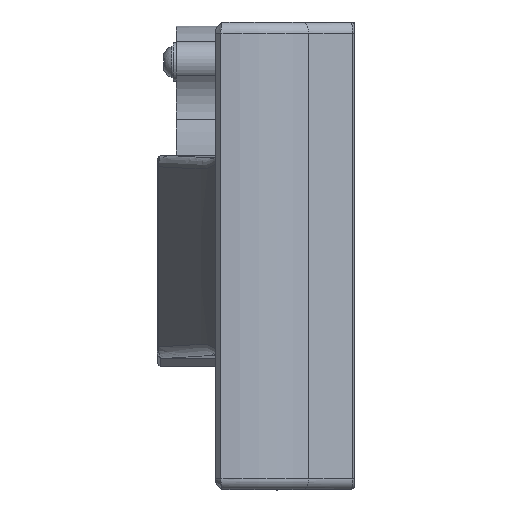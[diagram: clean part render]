
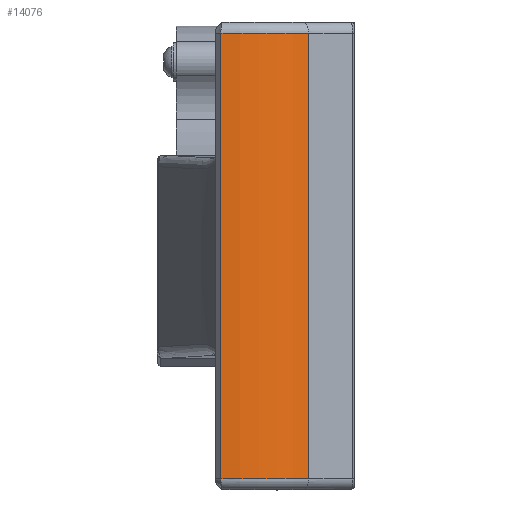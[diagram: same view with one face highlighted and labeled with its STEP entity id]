
A CAD part, top view. The second image highlights one B-rep face of the part: STEP entity #14076.
In plain terms, the highlighted cylindrical face has radius 22.994 mm (diameter 45.988 mm), a partial arc.
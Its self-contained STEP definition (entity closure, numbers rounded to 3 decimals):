
#597=CYLINDRICAL_SURFACE('',#15018,22.994);
#1011=CIRCLE('',#15004,22.994);
#1016=CIRCLE('',#15015,22.994);
#1858=FACE_OUTER_BOUND('',#2742,.T.);
#2742=EDGE_LOOP('',(#10972,#10973,#10974,#10975));
#3967=LINE('',#21890,#5214);
#4011=LINE('',#22591,#5258);
#5214=VECTOR('',#17252,10.);
#5258=VECTOR('',#17414,10.);
#6263=VERTEX_POINT('',#21887);
#6264=VERTEX_POINT('',#21889);
#6325=VERTEX_POINT('',#22511);
#6330=VERTEX_POINT('',#22585);
#7893=EDGE_CURVE('',#6263,#6264,#3967,.T.);
#7982=EDGE_CURVE('',#6325,#6263,#1011,.T.);
#7993=EDGE_CURVE('',#6264,#6330,#1016,.T.);
#7996=EDGE_CURVE('',#6325,#6330,#4011,.T.);
#10972=ORIENTED_EDGE('',*,*,#7893,.F.);
#10973=ORIENTED_EDGE('',*,*,#7982,.F.);
#10974=ORIENTED_EDGE('',*,*,#7996,.T.);
#10975=ORIENTED_EDGE('',*,*,#7993,.F.);
#14076=ADVANCED_FACE('',(#1858),#597,.T.);
#15004=AXIS2_PLACEMENT_3D('',#22515,#17378,#17379);
#15015=AXIS2_PLACEMENT_3D('',#22586,#17405,#17406);
#15018=AXIS2_PLACEMENT_3D('',#22590,#17412,#17413);
#17252=DIRECTION('',(0.,1.,0.));
#17378=DIRECTION('center_axis',(0.,-1.,0.));
#17379=DIRECTION('ref_axis',(0.301,0.,0.954));
#17405=DIRECTION('center_axis',(0.,1.,0.));
#17406=DIRECTION('ref_axis',(0.301,0.,0.954));
#17412=DIRECTION('center_axis',(0.,-1.,0.));
#17413=DIRECTION('ref_axis',(0.643,0.,0.766));
#17414=DIRECTION('',(0.,1.,0.));
#21887=CARTESIAN_POINT('',(90.002,-71.85,229.178));
#21889=CARTESIAN_POINT('',(90.002,8.15,229.178));
#21890=CARTESIAN_POINT('',(90.002,-31.85,229.178));
#22511=CARTESIAN_POINT('',(105.788,-71.85,223.82));
#22515=CARTESIAN_POINT('Origin',(91.008,-71.85,206.206));
#22585=CARTESIAN_POINT('',(105.788,8.15,223.82));
#22586=CARTESIAN_POINT('Origin',(91.008,8.15,206.206));
#22590=CARTESIAN_POINT('Origin',(91.008,-31.85,206.206));
#22591=CARTESIAN_POINT('',(105.788,-31.85,223.82));
